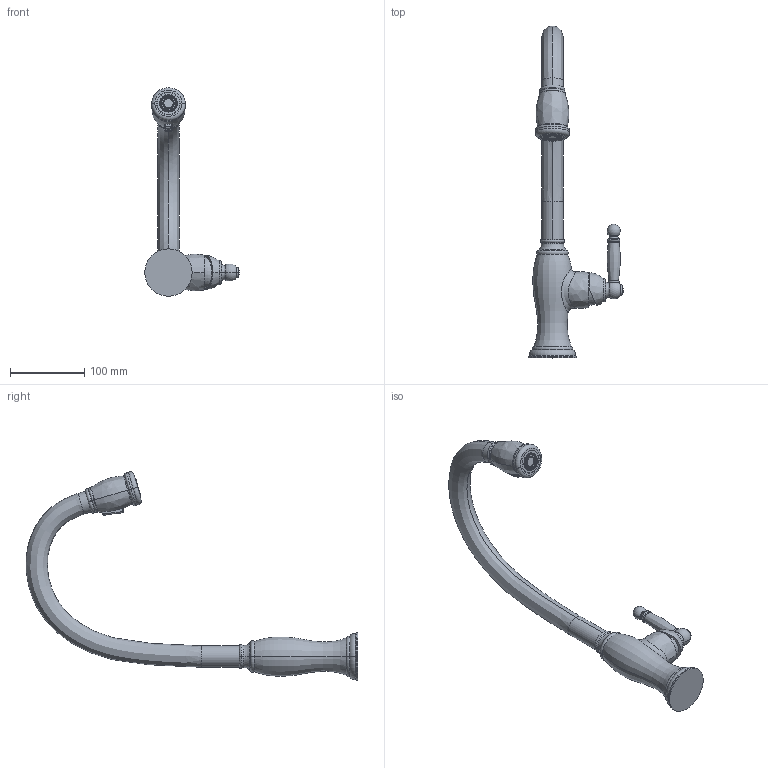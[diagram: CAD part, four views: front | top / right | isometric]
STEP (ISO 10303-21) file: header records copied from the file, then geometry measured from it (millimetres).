
FILE_DESCRIPTION((''),'2;1');
FILE_NAME('2510-5103','2021-04-08T11:19:01',('jinson.thomas'),(''),'CREO PARAMETRIC BY PTC INC, 2018400','CREO PARAMETRIC BY PTC INC, 2018400','');
FILE_SCHEMA(('CONFIG_CONTROL_DESIGN'));
Length unit declared in the file: inch
Products named in the file (1): 2510-5103
Bounding box: 127.61 x 448.21 x 281.56 mm (x, y, z)
Volume: 774073.1 mm3; surface area: 93389.6 mm2
Topology: 1 solids, 1 shells, 290 faces, 621 edges, 366 vertices
Faces by surface type: torus 92, cone 78, plane 52, cylinder 24, sphere 24, bspline 18, revolution 2
Entity records: 9952 total; most frequent: CARTESIAN_POINT 3510, DIRECTION 1547, ORIENTED_EDGE 1202, AXIS2_PLACEMENT_3D 720, EDGE_CURVE 601, CIRCLE 450, VERTEX_POINT 366, EDGE_LOOP 343
